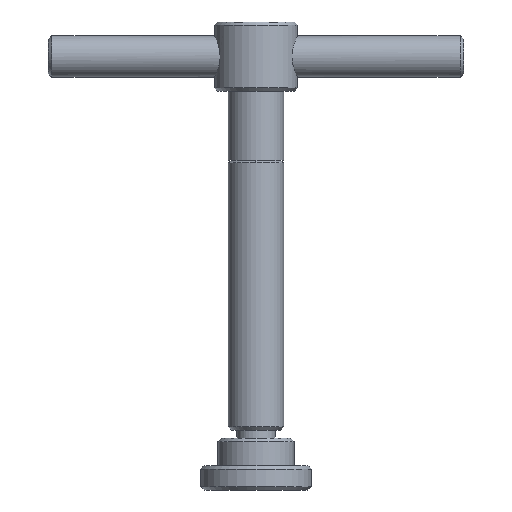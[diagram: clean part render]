
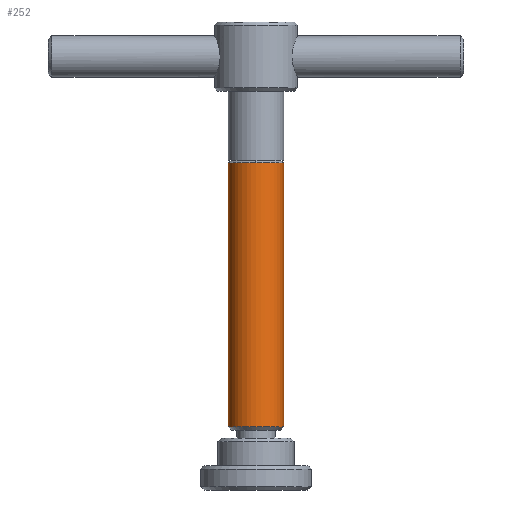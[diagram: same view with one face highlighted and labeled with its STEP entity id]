
A CAD part, front view. The second image highlights one B-rep face of the part: STEP entity #252.
In plain terms, the highlighted cylindrical face has radius 8 mm (diameter 16 mm), a partial arc.
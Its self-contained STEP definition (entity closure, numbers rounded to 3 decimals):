
#214=VERTEX_POINT('',#610);
#242=EDGE_CURVE('',#214,#292,#639,.T.);
#250=EDGE_CURVE('',#388,#214,#649,.T.);
#252=ADVANCED_FACE('',(#651),#652,.T.);
#270=EDGE_CURVE('',#292,#462,#672,.T.);
#292=VERTEX_POINT('',#698);
#304=EDGE_CURVE('',#588,#388,#712,.T.);
#348=EDGE_CURVE('',#462,#588,#759,.T.);
#388=VERTEX_POINT('',#804);
#462=VERTEX_POINT('',#892);
#588=VERTEX_POINT('',#1032);
#610=CARTESIAN_POINT('',(8.,0.,18.3));
#639=LINE('',#1099,#1100);
#649=CIRCLE('',#1129,8.0);
#651=FACE_OUTER_BOUND('',#1131,.T.);
#652=CYLINDRICAL_SURFACE('',#1132,8.0);
#672=CIRCLE('',#1162,8.0);
#698=CARTESIAN_POINT('',(8.,0.,94.675));
#712=LINE('',#1211,#1212);
#759=CIRCLE('',#1272,8.0);
#804=CARTESIAN_POINT('',(-8.,0.,18.3));
#892=CARTESIAN_POINT('',(0.,-8.,94.675));
#1032=CARTESIAN_POINT('',(-8.,0.,94.675));
#1099=CARTESIAN_POINT('',(8.,0.,66.8));
#1100=VECTOR('',#1761,1.0);
#1129=AXIS2_PLACEMENT_3D('',#1782,#1783,#1784);
#1131=EDGE_LOOP('',(#1786,#1787,#1788,#1789,#1790));
#1132=AXIS2_PLACEMENT_3D('',#1791,#1792,#1793);
#1162=AXIS2_PLACEMENT_3D('',#1820,#1821,#1822);
#1211=CARTESIAN_POINT('',(-8.,0.,66.8));
#1212=VECTOR('',#1880,1.0);
#1272=AXIS2_PLACEMENT_3D('',#1927,#1928,#1929);
#1761=DIRECTION('',(0.,0.,1.0));
#1782=CARTESIAN_POINT('',(0.,0.,18.3));
#1783=DIRECTION('',(0.,0.,1.0));
#1784=DIRECTION('',(1.0,0.,0.));
#1786=ORIENTED_EDGE('',*,*,#242,.T.);
#1787=ORIENTED_EDGE('',*,*,#270,.T.);
#1788=ORIENTED_EDGE('',*,*,#348,.T.);
#1789=ORIENTED_EDGE('',*,*,#304,.T.);
#1790=ORIENTED_EDGE('',*,*,#250,.T.);
#1791=CARTESIAN_POINT('',(0.,0.,66.8));
#1792=DIRECTION('',(0.,0.,-1.0));
#1793=DIRECTION('',(1.0,0.,0.));
#1820=CARTESIAN_POINT('',(0.,0.,94.675));
#1821=DIRECTION('',(0.,0.,-1.0));
#1822=DIRECTION('',(1.0,0.,0.));
#1880=DIRECTION('',(0.,0.,-1.0));
#1927=CARTESIAN_POINT('',(0.,0.,94.675));
#1928=DIRECTION('',(0.,0.,-1.0));
#1929=DIRECTION('',(1.0,0.,0.));
